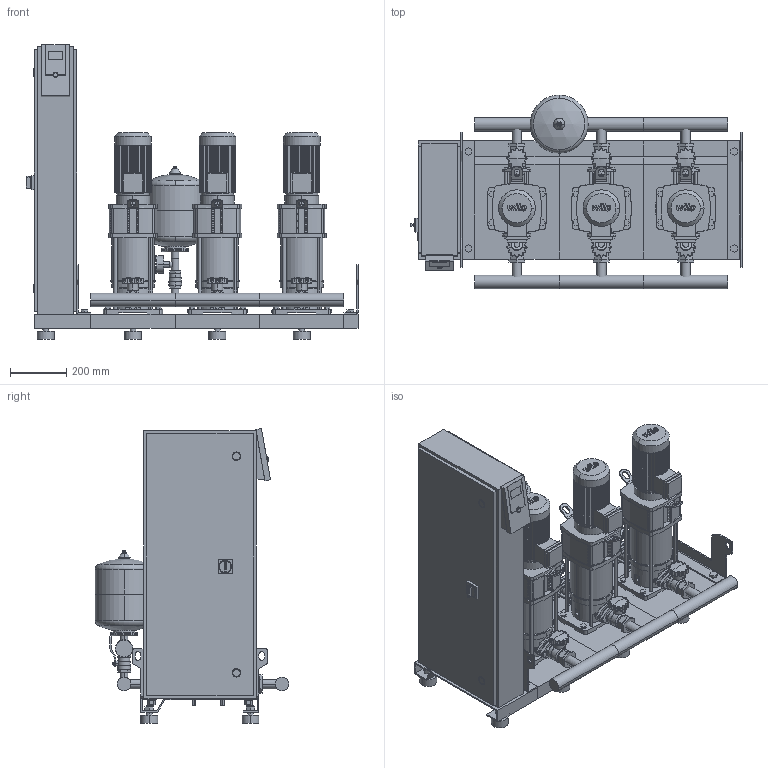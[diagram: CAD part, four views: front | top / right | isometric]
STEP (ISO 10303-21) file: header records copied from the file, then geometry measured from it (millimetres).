
FILE_DESCRIPTION((''),'2;1');
FILE_NAME('3d_SiBoostSmart3HELIXV404-2537561.stp','2016-01-25T10:23:56',(''),(''),'Mechanical Desktop 2009','Mechanical Desktop 2009',', , ');
FILE_SCHEMA(('CONFIG_CONTROL_DESIGN'));
Length unit declared in the file: millimetre
Products named in the file (1): Product
Bounding box: 1180 x 688.15 x 1048.4 mm (x, y, z)
Volume: 106421968.3 mm3; surface area: 8348669.9 mm2
Topology: 141 solids, 141 shells, 4033 faces, 10258 edges, 6733 vertices
Faces by surface type: plane 1704, cylinder 1069, bspline 1066, cone 156, torus 32, sphere 6
Entity records: 128706 total; most frequent: CARTESIAN_POINT 32057, ORIENTED_EDGE 20484, DIRECTION 18749, EDGE_CURVE 10242, VECTOR 6747, LINE 6747, VERTEX_POINT 6729, AXIS2_PLACEMENT_3D 6001
